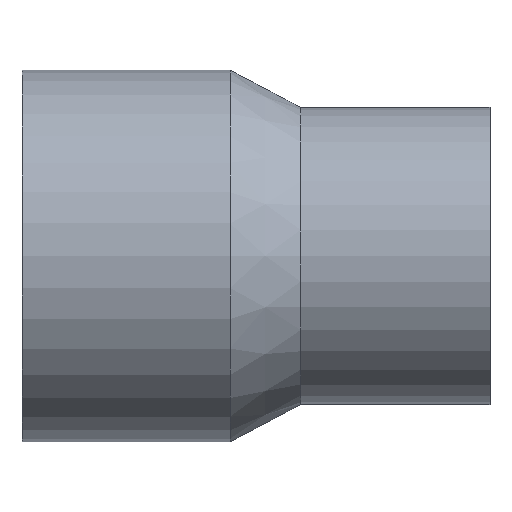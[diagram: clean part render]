
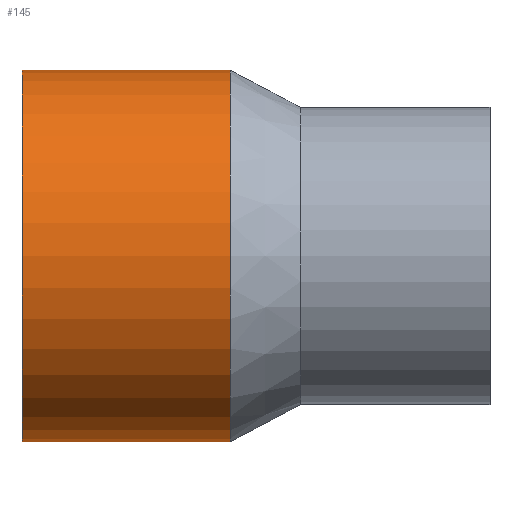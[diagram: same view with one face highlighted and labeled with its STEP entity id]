
A CAD part, top view. The second image highlights one B-rep face of the part: STEP entity #145.
In plain terms, the highlighted cylindrical face has radius 100 mm (diameter 200 mm), a partial arc.
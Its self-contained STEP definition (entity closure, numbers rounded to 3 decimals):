
#89 = VERTEX_POINT( '', #225 );
#101 = EDGE_CURVE( '', #89, #163, #238, .T. );
#145 = ADVANCED_FACE( '', ( #288 ), #289, .T. );
#155 = EDGE_CURVE( '', #167, #89, #300, .T. );
#163 = VERTEX_POINT( '', #309 );
#167 = VERTEX_POINT( '', #315 );
#177 = EDGE_CURVE( '', #163, #189, #325, .T. );
#189 = VERTEX_POINT( '', #339 );
#193 = EDGE_CURVE( '', #167, #189, #343, .T. );
#225 = CARTESIAN_POINT( '', ( 112., -100., 0. ) );
#238 = CIRCLE( '', #388, 100. );
#288 = FACE_OUTER_BOUND( '', #451, .T. );
#289 = CYLINDRICAL_SURFACE( '', #452, 100. );
#300 = LINE( '', #464, #465 );
#309 = CARTESIAN_POINT( '', ( 112., 100., 0. ) );
#315 = CARTESIAN_POINT( '', ( 0., -100., 0. ) );
#325 = LINE( '', #496, #497 );
#339 = CARTESIAN_POINT( '', ( 0., 100., 0. ) );
#343 = CIRCLE( '', #519, 100. );
#388 = AXIS2_PLACEMENT_3D( '', #558, #559, #560 );
#451 = EDGE_LOOP( '', ( #634, #635, #636, #637 ) );
#452 = AXIS2_PLACEMENT_3D( '', #638, #639, #640 );
#464 = CARTESIAN_POINT( '', ( 56., -100., 0. ) );
#465 = VECTOR( '', #649, 1. );
#496 = CARTESIAN_POINT( '', ( 56., 100., 0. ) );
#497 = VECTOR( '', #675, 1. );
#519 = AXIS2_PLACEMENT_3D( '', #696, #697, #698 );
#558 = CARTESIAN_POINT( '', ( 112., 0., 0. ) );
#559 = DIRECTION( '', ( -1., 0., 0. ) );
#560 = DIRECTION( '', ( 0., 1., 0. ) );
#634 = ORIENTED_EDGE( '', *, *, #177, .T. );
#635 = ORIENTED_EDGE( '', *, *, #193, .F. );
#636 = ORIENTED_EDGE( '', *, *, #155, .T. );
#637 = ORIENTED_EDGE( '', *, *, #101, .T. );
#638 = CARTESIAN_POINT( '', ( 56., 0., 0. ) );
#639 = DIRECTION( '', ( 1., 0., 0. ) );
#640 = DIRECTION( '', ( 0., 1., 0. ) );
#649 = DIRECTION( '', ( 1., 0., 0. ) );
#675 = DIRECTION( '', ( -1., 0., 0. ) );
#696 = CARTESIAN_POINT( '', ( 0., 0., 0. ) );
#697 = DIRECTION( '', ( -1., 0., 0. ) );
#698 = DIRECTION( '', ( 0., 1., 0. ) );
